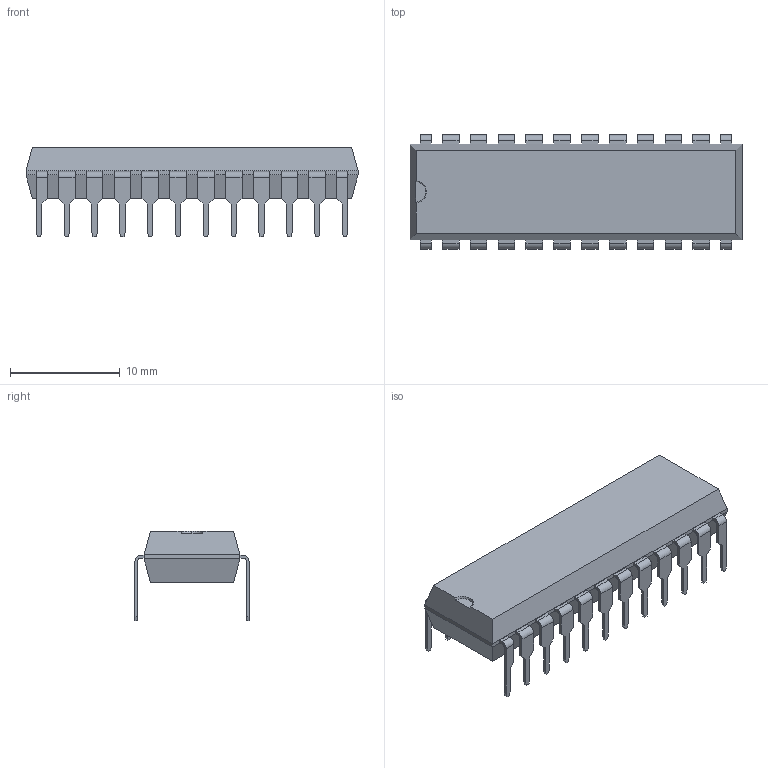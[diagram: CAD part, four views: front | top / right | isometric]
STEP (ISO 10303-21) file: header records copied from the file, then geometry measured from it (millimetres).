
FILE_DESCRIPTION (( 'STEP AP214' ), '1' );
FILE_NAME ('DIP-24P-M04.STEP', '2020-03-31T13:27:14', ( 'pcbdesigner.ru' ), ( 'www.pcbdesigner.ru' ), 'SwSTEP 2.0', 'SolidWorks 2019', '' );
FILE_SCHEMA (( 'AUTOMOTIVE_DESIGN' ));
Length unit declared in the file: millimetre
Products named in the file (1): User Library-DIP-24P-M04
Bounding box: 30.3 x 10.41 x 8.2 mm (x, y, z)
Volume: 1184.8 mm3; surface area: 1174.9 mm2
Topology: 1 solids, 1 shells, 369 faces, 1021 edges, 678 vertices
Faces by surface type: plane 319, cylinder 48, cone 2
Entity records: 11834 total; most frequent: CARTESIAN_POINT 2075, ORIENTED_EDGE 2042, DIRECTION 1859, EDGE_CURVE 1021, VECTOR 919, LINE 919, VERTEX_POINT 678, AXIS2_PLACEMENT_3D 470
